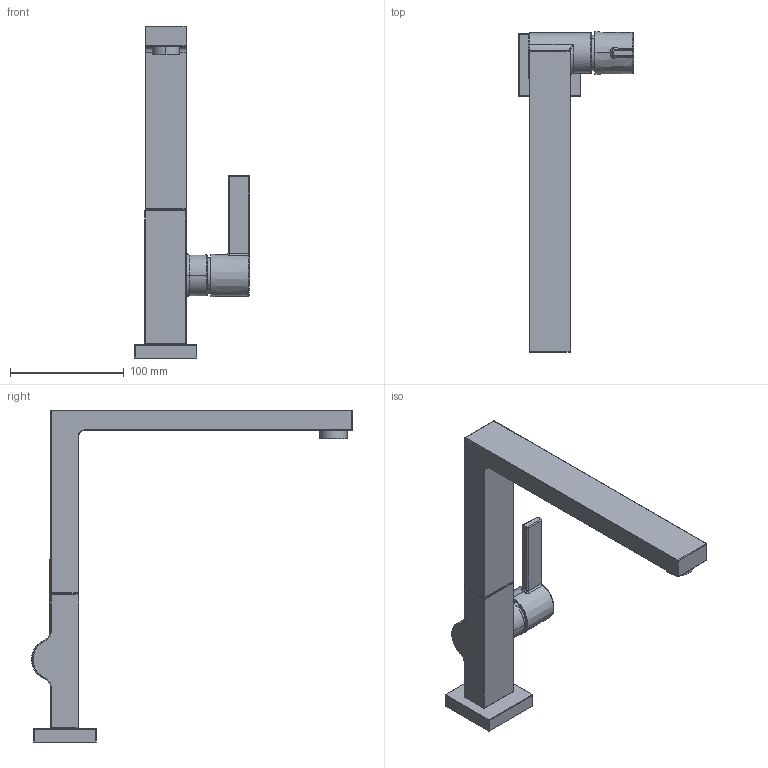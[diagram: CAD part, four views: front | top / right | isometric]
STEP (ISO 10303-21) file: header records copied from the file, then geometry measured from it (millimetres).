
FILE_DESCRIPTION (( 'STEP AP214' ), '1' );
FILE_NAME ('33800680.STEP', '2022-10-04T09:19:13', ( '' ), ( '' ), 'SwSTEP 2.0', 'SolidWorks 2020', '' );
FILE_SCHEMA (( 'AUTOMOTIVE_DESIGN' ));
Length unit declared in the file: millimetre
Products named in the file (6): Planungsmodell_Haube-+-09.28.30.021.90-1; Planungsmodell_Hebel-+-09.20.86.004-1_K1; Planungsmodell_Rosette-+-09.27.86.004.90-1; 33800680; Planungsmodell_Auslauf-+-09.11.06.218.90-1; Planungsmodell_koerper-+-09.19.01.040.90-1
Assembly tree (5 placements, depth 2):
  33800680
    Planungsmodell_Rosette-+-09.27.86.004.90-1
    Planungsmodell_koerper-+-09.19.01.040.90-1
    Planungsmodell_Auslauf-+-09.11.06.218.90-1
    Planungsmodell_Hebel-+-09.20.86.004-1_K1
    Planungsmodell_Haube-+-09.28.30.021.90-1
Bounding box: 101.22 x 281.94 x 291.7 mm (x, y, z)
Volume: 535335 mm3; surface area: 87461.6 mm2
Topology: 5 solids, 5 shells, 162 faces, 364 edges, 195 vertices
Faces by surface type: cylinder 62, plane 35, torus 27, sphere 22, bspline 14, cone 2
Entity records: 5193 total; most frequent: CARTESIAN_POINT 1434, DIRECTION 814, ORIENTED_EDGE 688, EDGE_CURVE 344, AXIS2_PLACEMENT_3D 343, VERTEX_POINT 195, CIRCLE 187, EDGE_LOOP 165
